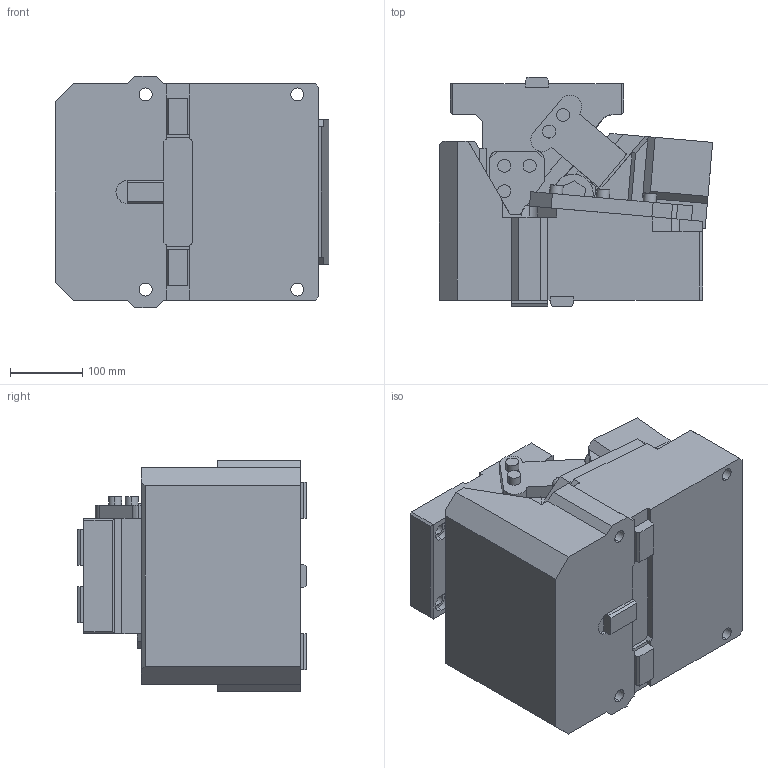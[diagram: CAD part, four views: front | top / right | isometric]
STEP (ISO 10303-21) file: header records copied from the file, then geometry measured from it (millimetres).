
FILE_DESCRIPTION(('CATIA V5 STEP Exchange'),'2;1');
FILE_NAME('CDCP_200_05_60.stp','2016-09-28T10:59:03+00:00',('none'),('none'),'CATIA Version 5 Release 20 GA (IN-10)','CATIA V5 STEP AP203','none');
FILE_SCHEMA(('CONFIG_CONTROL_DESIGN'));
Length unit declared in the file: millimetre
Products named in the file (1): CDCP-200-05-60
Bounding box: 378.47 x 317 x 320 mm (x, y, z)
Volume: 20046150.2 mm3; surface area: 1119173.4 mm2
Topology: 3 solids, 3 shells, 537 faces, 1445 edges, 942 vertices
Faces by surface type: plane 420, cylinder 117
Entity records: 17241 total; most frequent: CARTESIAN_POINT 3989, ORIENTED_EDGE 2890, DIRECTION 2385, EDGE_CURVE 1445, VECTOR 1192, LINE 1192, VERTEX_POINT 942, AXIS2_PLACEMENT_3D 683
